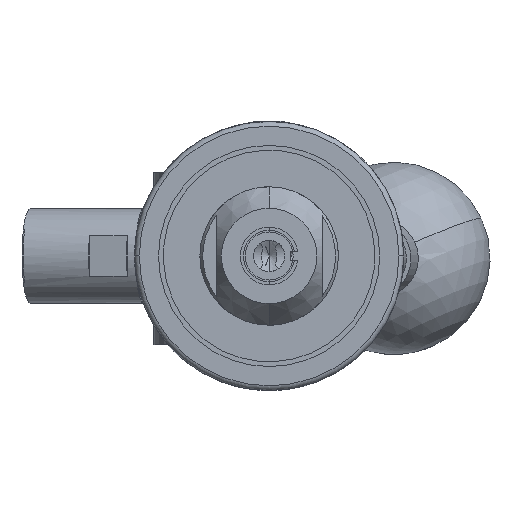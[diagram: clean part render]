
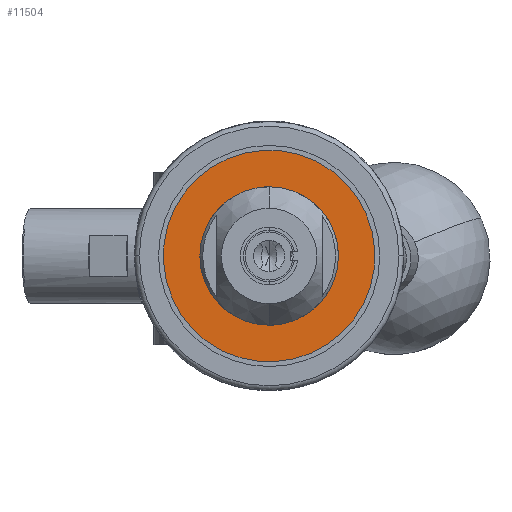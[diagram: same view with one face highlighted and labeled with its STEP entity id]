
A CAD part, left-side view. The second image highlights one B-rep face of the part: STEP entity #11504.
In plain terms, the highlighted planar face has unit normal (-1, 0, 0).
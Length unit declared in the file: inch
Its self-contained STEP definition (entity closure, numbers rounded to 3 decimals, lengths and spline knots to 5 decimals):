
#406 = DIRECTION ( 'NONE',  ( 0., 0.06, 0.998 ) ) ;
#1484 = CIRCLE ( 'NONE', #1993, 0.45 ) ;
#1526 = CARTESIAN_POINT ( 'NONE',  ( -4.364, 0.04132, 0.68626 ) ) ;
#1724 = DIRECTION ( 'NONE',  ( 1., 0., 0. ) ) ;
#1822 = ORIENTED_EDGE ( 'NONE', *, *, #12250, .F. ) ;
#1978 = EDGE_CURVE ( 'NONE', #10173, #9145, #1484, .T. ) ;
#1993 = AXIS2_PLACEMENT_3D ( 'NONE', #4662, #3339, #7140 ) ;
#2669 = DIRECTION ( 'NONE',  ( 0., 0.06, 0.998 ) ) ;
#2767 = CARTESIAN_POINT ( 'NONE',  ( -4.364, -0.04132, -0.68626 ) ) ;
#3339 = DIRECTION ( 'NONE',  ( 1., 0., 0. ) ) ;
#3801 = FACE_OUTER_BOUND ( 'NONE', #7450, .T. ) ;
#4620 = VERTEX_POINT ( 'NONE', #1526 ) ;
#4643 = CARTESIAN_POINT ( 'NONE',  ( -4.364, 0.02705, 0.44919 ) ) ;
#4662 = CARTESIAN_POINT ( 'NONE',  ( -4.364, 0., 0. ) ) ;
#5859 = AXIS2_PLACEMENT_3D ( 'NONE', #12115, #1724, #406 ) ;
#6242 = AXIS2_PLACEMENT_3D ( 'NONE', #15985, #7191, #7263 ) ;
#6272 = PLANE ( 'NONE',  #5859 ) ;
#6747 = AXIS2_PLACEMENT_3D ( 'NONE', #8298, #14736, #7156 ) ;
#7140 = DIRECTION ( 'NONE',  ( 0., 0.06, 0.998 ) ) ;
#7156 = DIRECTION ( 'NONE',  ( 0., 0.06, 0.998 ) ) ;
#7191 = DIRECTION ( 'NONE',  ( 1., 0., 0. ) ) ;
#7263 = DIRECTION ( 'NONE',  ( 0., 0.06, 0.998 ) ) ;
#7450 = EDGE_LOOP ( 'NONE', ( #15913, #1822 ) ) ;
#7839 = EDGE_LOOP ( 'NONE', ( #12581, #15118 ) ) ;
#8298 = CARTESIAN_POINT ( 'NONE',  ( -4.364, 0., 0. ) ) ;
#8545 = CARTESIAN_POINT ( 'NONE',  ( -4.364, -0.02705, -0.44919 ) ) ;
#9145 = VERTEX_POINT ( 'NONE', #4643 ) ;
#9889 = CIRCLE ( 'NONE', #6747, 0.45 ) ;
#10039 = AXIS2_PLACEMENT_3D ( 'NONE', #11250, #16249, #2669 ) ;
#10173 = VERTEX_POINT ( 'NONE', #8545 ) ;
#11250 = CARTESIAN_POINT ( 'NONE',  ( -4.364, 0., 0. ) ) ;
#11504 = ADVANCED_FACE ( 'NONE', ( #3801, #12416 ), #6272, .F. ) ;
#12115 = CARTESIAN_POINT ( 'NONE',  ( -4.364, 0., 0. ) ) ;
#12250 = EDGE_CURVE ( 'NONE', #4620, #12562, #13206, .T. ) ;
#12416 = FACE_BOUND ( 'NONE', #7839, .T. ) ;
#12562 = VERTEX_POINT ( 'NONE', #2767 ) ;
#12581 = ORIENTED_EDGE ( 'NONE', *, *, #14712, .T. ) ;
#13206 = CIRCLE ( 'NONE', #10039, 0.6875 ) ;
#13612 = CIRCLE ( 'NONE', #6242, 0.6875 ) ;
#14712 = EDGE_CURVE ( 'NONE', #9145, #10173, #9889, .T. ) ;
#14736 = DIRECTION ( 'NONE',  ( 1., 0., 0. ) ) ;
#15042 = EDGE_CURVE ( 'NONE', #12562, #4620, #13612, .T. ) ;
#15118 = ORIENTED_EDGE ( 'NONE', *, *, #1978, .T. ) ;
#15913 = ORIENTED_EDGE ( 'NONE', *, *, #15042, .F. ) ;
#15985 = CARTESIAN_POINT ( 'NONE',  ( -4.364, 0., 0. ) ) ;
#16249 = DIRECTION ( 'NONE',  ( 1., 0., 0. ) ) ;
